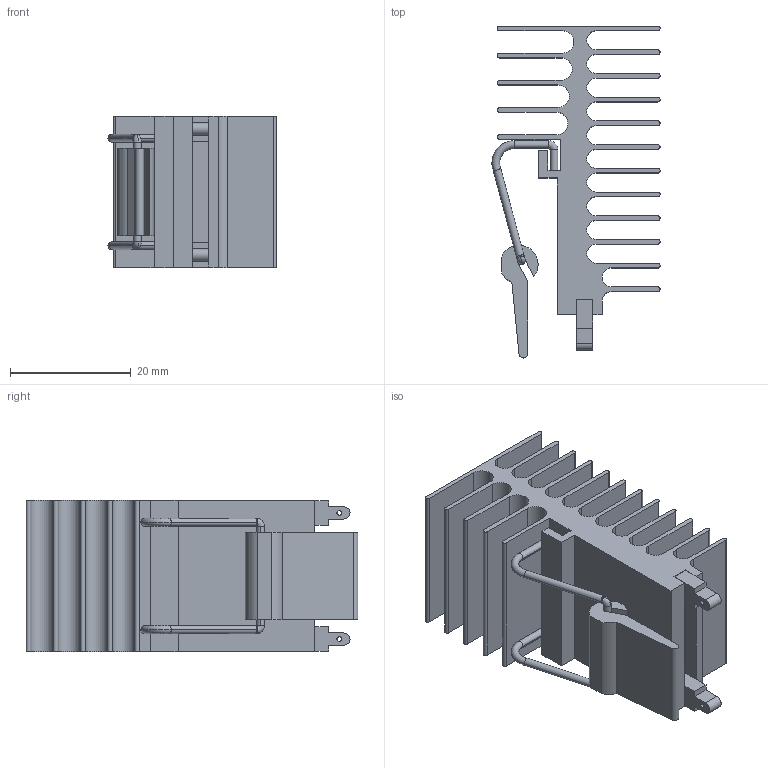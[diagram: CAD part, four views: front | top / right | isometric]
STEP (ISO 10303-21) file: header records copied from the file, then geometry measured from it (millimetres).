
FILE_DESCRIPTION((''),'2;1');
FILE_NAME('001_CR_SERIES_ASM','2018-12-22T',('SYSTEM'),(''),'PRO/ENGINEER BY PARAMETRIC TECHNOLOGY CORPORATION, 2016360','PRO/ENGINEER BY PARAMETRIC TECHNOLOGY CORPORATION, 2016360','');
FILE_SCHEMA(('AUTOMOTIVE_DESIGN { 1 0 10303 214 1 1 1 1 }'));
Length unit declared in the file: inch
Products named in the file (3): CR101_SERIES; CLIP; 001_CR_SERIES_ASM
Assembly tree (2 placements, depth 2):
  001_CR_SERIES_ASM
    CR101_SERIES
    CLIP
Bounding box: 27.81 x 54.9 x 25 mm (x, y, z)
Volume: 10556.7 mm3; surface area: 14508.3 mm2
Topology: 2 solids, 2 shells, 154 faces, 423 edges, 270 vertices
Faces by surface type: plane 81, cylinder 57, torus 8, bspline 8
Entity records: 7191 total; most frequent: CARTESIAN_POINT 1378, ORIENTED_EDGE 838, DIRECTION 829, PRESENTATION_STYLE_ASSIGNMENT 453, STYLED_ITEM 421, CURVE_STYLE 419, EDGE_CURVE 419, AXIS2_PLACEMENT_3D 278
